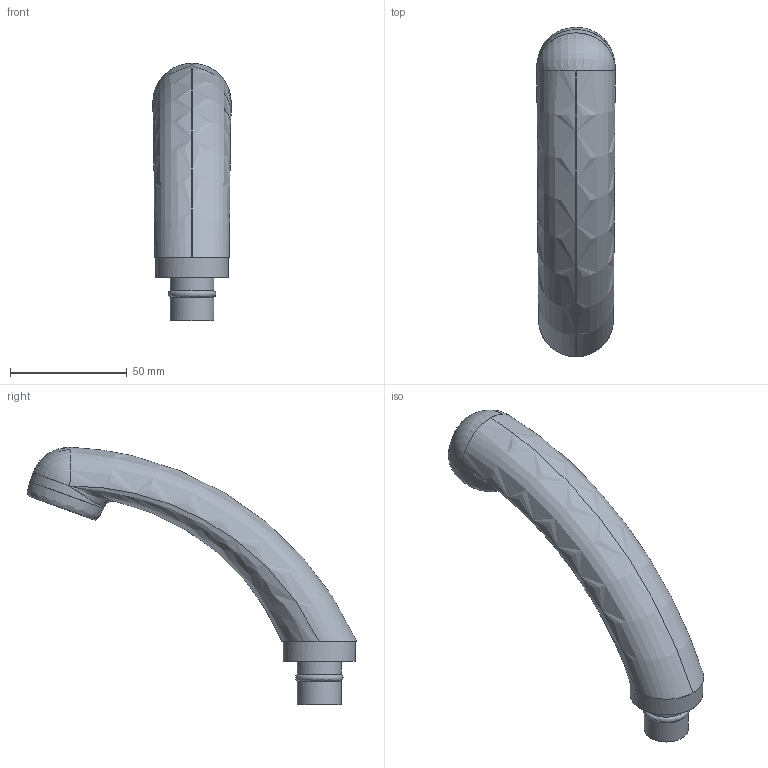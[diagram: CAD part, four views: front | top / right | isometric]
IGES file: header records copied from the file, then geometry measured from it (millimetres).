
Global section: file name: 55HDC5002A1AN.igs; native system: NX V1899; preprocessor: SIEMENS PLM Software NX 1904; date: 20200226.172652; units: millimetre
Bounding box: 33.5 x 140.79 x 109.99 mm (x, y, z)
Surface area: 20237.6 mm2 (no closed solid volume)
Topology: 0 solids, 0 shells, 66 faces, 471 edges, 466 vertices
Faces by surface type: bspline 66
